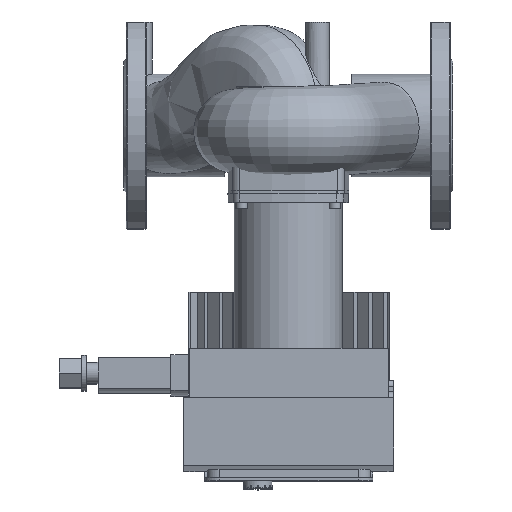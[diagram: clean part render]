
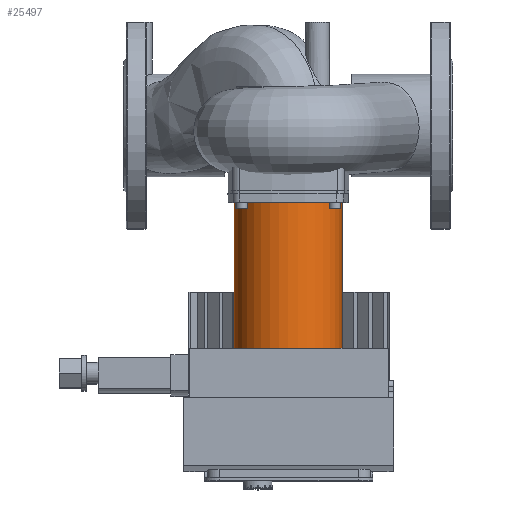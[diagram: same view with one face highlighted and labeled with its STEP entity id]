
A CAD part, top view. The second image highlights one B-rep face of the part: STEP entity #25497.
In plain terms, the highlighted cylindrical face has radius 46 mm (diameter 92 mm), a full revolution.
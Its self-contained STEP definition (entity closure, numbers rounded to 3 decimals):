
#231=FACE_BOUND('',#8899,.T.);
#5754=CYLINDRICAL_SURFACE('',#27980,46.);
#7355=FACE_OUTER_BOUND('',#8898,.T.);
#8898=EDGE_LOOP('',(#22984));
#8899=EDGE_LOOP('',(#22985));
#9945=CIRCLE('',#27981,46.);
#9946=CIRCLE('',#27982,46.);
#12179=VERTEX_POINT('',#65559);
#12180=VERTEX_POINT('',#65561);
#15801=EDGE_CURVE('',#12179,#12179,#9945,.T.);
#15802=EDGE_CURVE('',#12180,#12180,#9946,.T.);
#22984=ORIENTED_EDGE('',*,*,#15801,.T.);
#22985=ORIENTED_EDGE('',*,*,#15802,.F.);
#25497=ADVANCED_FACE('',(#7355,#231),#5754,.T.);
#27980=AXIS2_PLACEMENT_3D('',#65558,#35128,#35129);
#27981=AXIS2_PLACEMENT_3D('',#65560,#35130,#35131);
#27982=AXIS2_PLACEMENT_3D('',#65562,#35132,#35133);
#35128=DIRECTION('center_axis',(0.,-1.,0.));
#35129=DIRECTION('ref_axis',(-1.,0.,0.));
#35130=DIRECTION('center_axis',(0.,1.,0.));
#35131=DIRECTION('ref_axis',(-1.,0.,0.));
#35132=DIRECTION('center_axis',(0.,1.,0.));
#35133=DIRECTION('ref_axis',(-1.,0.,0.));
#65558=CARTESIAN_POINT('Origin',(140.,-65.5,130.));
#65559=CARTESIAN_POINT('',(186.,-190.,130.));
#65560=CARTESIAN_POINT('Origin',(140.,-190.,130.));
#65561=CARTESIAN_POINT('',(140.,-65.5,84.));
#65562=CARTESIAN_POINT('Origin',(140.,-65.5,130.));
